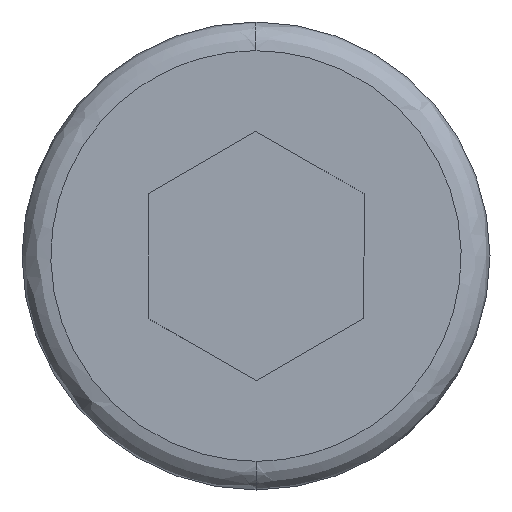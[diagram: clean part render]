
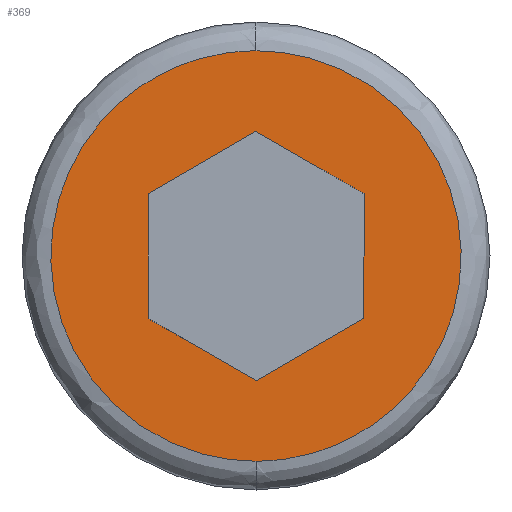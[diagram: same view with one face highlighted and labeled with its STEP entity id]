
A CAD part, left-side view. The second image highlights one B-rep face of the part: STEP entity #369.
In plain terms, the highlighted planar face has unit normal (-1, 0, 0).
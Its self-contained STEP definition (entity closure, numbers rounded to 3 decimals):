
#1 = CARTESIAN_POINT ( 'NONE',  ( -8., -3., 1.732 ) ) ;
#2 = AXIS2_PLACEMENT_3D ( 'NONE', #336, #548, #175 ) ;
#27 = CARTESIAN_POINT ( 'NONE',  ( -8., 0., 5.7 ) ) ;
#39 = EDGE_CURVE ( 'NONE', #374, #168, #372, .T. ) ;
#49 = CARTESIAN_POINT ( 'NONE',  ( -8., 0., 3.464 ) ) ;
#52 = EDGE_CURVE ( 'NONE', #90, #180, #149, .T. ) ;
#56 = DIRECTION ( 'NONE',  ( 0., 0., -1. ) ) ;
#69 = LINE ( 'NONE', #368, #321 ) ;
#90 = VERTEX_POINT ( 'NONE', #286 ) ;
#96 = LINE ( 'NONE', #339, #473 ) ;
#105 = EDGE_CURVE ( 'NONE', #127, #427, #205, .T. ) ;
#110 =( BOUNDED_CURVE ( )  B_SPLINE_CURVE ( 3, ( #481, #188, #145, #436 ),
 .UNSPECIFIED., .F., .F. ) 
 B_SPLINE_CURVE_WITH_KNOTS ( ( 4, 4 ),
 ( 0.75, 1.25 ),
 .UNSPECIFIED. ) 
 CURVE ( )  GEOMETRIC_REPRESENTATION_ITEM ( )  RATIONAL_B_SPLINE_CURVE ( ( 1., 0.333, 0.333, 1. ) ) 
 REPRESENTATION_ITEM ( '' )  );
#118 = DIRECTION ( 'NONE',  ( 0., -0.866, 0.5 ) ) ;
#127 = VERTEX_POINT ( 'NONE', #199 ) ;
#128 = CARTESIAN_POINT ( 'NONE',  ( -8., 0., -5.7 ) ) ;
#129 = EDGE_CURVE ( 'NONE', #180, #374, #331, .T. ) ;
#145 = CARTESIAN_POINT ( 'NONE',  ( -8., -11.4, -5.7 ) ) ;
#149 = LINE ( 'NONE', #430, #274 ) ;
#159 = ORIENTED_EDGE ( 'NONE', *, *, #39, .T. ) ;
#164 = CARTESIAN_POINT ( 'NONE',  ( -8., 3., -1.732 ) ) ;
#168 = VERTEX_POINT ( 'NONE', #520 ) ;
#175 = DIRECTION ( 'NONE',  ( 0., 0., 1. ) ) ;
#176 = DIRECTION ( 'NONE',  ( 0., 0.866, -0.5 ) ) ;
#177 = FACE_OUTER_BOUND ( 'NONE', #387, .T. ) ;
#180 = VERTEX_POINT ( 'NONE', #190 ) ;
#185 = ORIENTED_EDGE ( 'NONE', *, *, #362, .T. ) ;
#188 = CARTESIAN_POINT ( 'NONE',  ( -8., -11.4, 5.7 ) ) ;
#190 = CARTESIAN_POINT ( 'NONE',  ( -8., 0., -3.464 ) ) ;
#191 = EDGE_CURVE ( 'NONE', #475, #386, #110, .T. ) ;
#199 = CARTESIAN_POINT ( 'NONE',  ( -8., 0., 3.464 ) ) ;
#205 = LINE ( 'NONE', #49, #554 ) ;
#215 = ORIENTED_EDGE ( 'NONE', *, *, #105, .T. ) ;
#221 = ORIENTED_EDGE ( 'NONE', *, *, #302, .F. ) ;
#256 = ORIENTED_EDGE ( 'NONE', *, *, #191, .F. ) ;
#268 = CARTESIAN_POINT ( 'NONE',  ( -8., 3., 0. ) ) ;
#274 = VECTOR ( 'NONE', #176, 1000. ) ;
#279 = DIRECTION ( 'NONE',  ( 0., -0.866, -0.5 ) ) ;
#286 = CARTESIAN_POINT ( 'NONE',  ( -8., -3., -1.732 ) ) ;
#302 = EDGE_CURVE ( 'NONE', #386, #475, #389, .T. ) ;
#315 = VECTOR ( 'NONE', #346, 1000. ) ;
#316 = ORIENTED_EDGE ( 'NONE', *, *, #52, .T. ) ;
#319 = CARTESIAN_POINT ( 'NONE',  ( -8., 0., 5.7 ) ) ;
#320 = DIRECTION ( 'NONE',  ( 0., 0.866, 0.5 ) ) ;
#321 = VECTOR ( 'NONE', #56, 1000. ) ;
#324 = CARTESIAN_POINT ( 'NONE',  ( -8., 0., -3.464 ) ) ;
#331 = LINE ( 'NONE', #324, #342 ) ;
#336 = CARTESIAN_POINT ( 'NONE',  ( -8., 4.982, 0. ) ) ;
#339 = CARTESIAN_POINT ( 'NONE',  ( -8., 3., 1.732 ) ) ;
#342 = VECTOR ( 'NONE', #320, 1000. ) ;
#346 = DIRECTION ( 'NONE',  ( 0., 0., 1. ) ) ;
#354 = FACE_BOUND ( 'NONE', #544, .T. ) ;
#362 = EDGE_CURVE ( 'NONE', #168, #127, #96, .T. ) ;
#368 = CARTESIAN_POINT ( 'NONE',  ( -8., -3., 0. ) ) ;
#369 = ADVANCED_FACE ( 'NONE', ( #354, #177 ), #382, .T. ) ;
#372 = LINE ( 'NONE', #268, #315 ) ;
#374 = VERTEX_POINT ( 'NONE', #164 ) ;
#382 = PLANE ( 'NONE',  #2 ) ;
#384 = ORIENTED_EDGE ( 'NONE', *, *, #129, .T. ) ;
#386 = VERTEX_POINT ( 'NONE', #128 ) ;
#387 = EDGE_LOOP ( 'NONE', ( #221, #256 ) ) ;
#389 =( BOUNDED_CURVE ( )  B_SPLINE_CURVE ( 3, ( #541, #455, #542, #27 ),
 .UNSPECIFIED., .F., .F. ) 
 B_SPLINE_CURVE_WITH_KNOTS ( ( 4, 4 ),
 ( 0.25, 0.75 ),
 .UNSPECIFIED. ) 
 CURVE ( )  GEOMETRIC_REPRESENTATION_ITEM ( )  RATIONAL_B_SPLINE_CURVE ( ( 1., 0.333, 0.333, 1. ) ) 
 REPRESENTATION_ITEM ( '' )  );
#427 = VERTEX_POINT ( 'NONE', #1 ) ;
#430 = CARTESIAN_POINT ( 'NONE',  ( -8., -3., -1.732 ) ) ;
#436 = CARTESIAN_POINT ( 'NONE',  ( -8., 0., -5.7 ) ) ;
#455 = CARTESIAN_POINT ( 'NONE',  ( -8., 11.4, -5.7 ) ) ;
#473 = VECTOR ( 'NONE', #118, 1000. ) ;
#475 = VERTEX_POINT ( 'NONE', #319 ) ;
#481 = CARTESIAN_POINT ( 'NONE',  ( -8., 0., 5.7 ) ) ;
#493 = ORIENTED_EDGE ( 'NONE', *, *, #498, .T. ) ;
#498 = EDGE_CURVE ( 'NONE', #427, #90, #69, .T. ) ;
#520 = CARTESIAN_POINT ( 'NONE',  ( -8., 3., 1.732 ) ) ;
#541 = CARTESIAN_POINT ( 'NONE',  ( -8., 0., -5.7 ) ) ;
#542 = CARTESIAN_POINT ( 'NONE',  ( -8., 11.4, 5.7 ) ) ;
#544 = EDGE_LOOP ( 'NONE', ( #316, #384, #159, #185, #215, #493 ) ) ;
#548 = DIRECTION ( 'NONE',  ( -1., 0., 0. ) ) ;
#554 = VECTOR ( 'NONE', #279, 1000. ) ;
